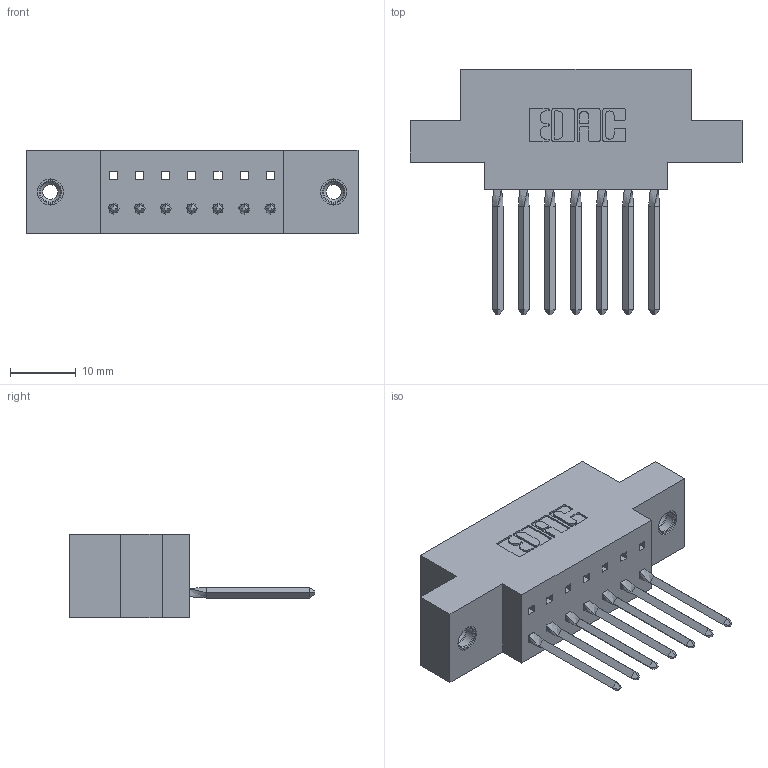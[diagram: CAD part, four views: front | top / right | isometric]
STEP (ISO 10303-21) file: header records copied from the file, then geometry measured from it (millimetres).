
FILE_DESCRIPTION (( 'STEP AP203' ), '1' );
FILE_NAME ('317-007-542-678.STEP', '2020-02-27T12:54:21', ( '' ), ( '' ), 'SwSTEP 2.0', 'SolidWorks 2016', '' );
FILE_SCHEMA (( 'CONFIG_CONTROL_DESIGN' ));
Length unit declared in the file: inch
Products named in the file (4): 317-007-542-678; 317-290-003_542; 317 Part_.156 Dia - TI; 345-250-001_345-250-003-102
Assembly tree (10 placements, depth 2):
  317-007-542-678
    317 Part_.156 Dia - TI
    317-290-003_542  x7
    345-250-001_345-250-003-102  x2
Bounding box: 50.44 x 37.34 x 12.7 mm (x, y, z)
Volume: 6855.2 mm3; surface area: 7601.3 mm2
Topology: 10 solids, 10 shells, 687 faces, 1930 edges, 1246 vertices
Faces by surface type: plane 538, cylinder 105, bspline 28, cone 12, torus 4
Entity records: 14980 total; most frequent: CARTESIAN_POINT 2861, ORIENTED_EDGE 2524, DIRECTION 2210, EDGE_CURVE 1262, LINE 1072, VECTOR 1072, VERTEX_POINT 832, AXIS2_PLACEMENT_3D 569
